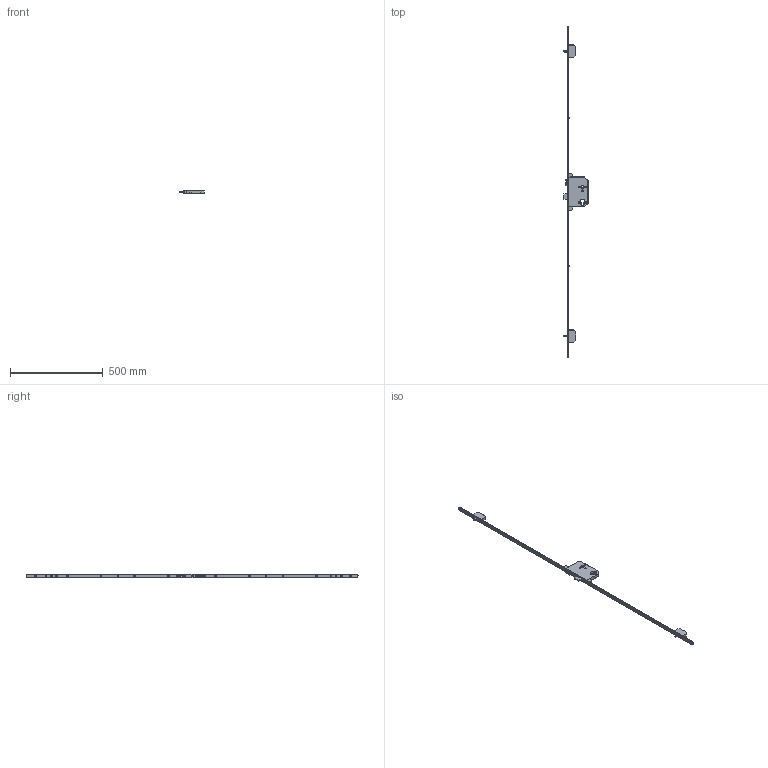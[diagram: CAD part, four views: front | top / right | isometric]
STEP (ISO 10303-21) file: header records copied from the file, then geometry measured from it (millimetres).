
FILE_DESCRIPTION (( 'STEP AP203' ), '1' );
FILE_NAME ('30350_DM80_20.STEP', '2024-08-30T11:14:49', ( '' ), ( '' ), 'SwSTEP 2.0', 'SolidWorks 2023', '' );
FILE_SCHEMA (( 'CONFIG_CONTROL_DESIGN' ));
Length unit declared in the file: millimetre
Products named in the file (10): D001345393-000_D001345393-001; D001304431-000_D001304431-020; D001127682-000_D001127682-001; D001345395-000_D001345395-001; D001345388-001; D001345368-001; 30350_DM80_20; D001313544-001; D001345066-000_D001345066-084_DM80_PE; D001479996-001
Assembly tree (19 placements, depth 2):
  30350_DM80_20
    D001345066-000_D001345066-084_DM80_PE
    D001304431-000_D001304431-020
    D001345368-001
    D001345395-000_D001345395-001  x2
    D001345388-001
    D001345393-000_D001345393-001  x2
    D001127682-000_D001127682-001  x7
    D001313544-001  x2
    D001479996-001  x2
Bounding box: 130.04 x 1788 x 20 mm (x, y, z)
Volume: 473652.6 mm3; surface area: 191417.3 mm2
Topology: 27 solids, 27 shells, 1166 faces, 2851 edges, 1755 vertices
Faces by surface type: plane 557, cylinder 449, cone 88, torus 40, sphere 28, bspline 4
Entity records: 22276 total; most frequent: DIRECTION 3770, CARTESIAN_POINT 3752, ORIENTED_EDGE 3472, EDGE_CURVE 1736, AXIS2_PLACEMENT_3D 1365, VERTEX_POINT 1099, LINE 1040, VECTOR 1040
